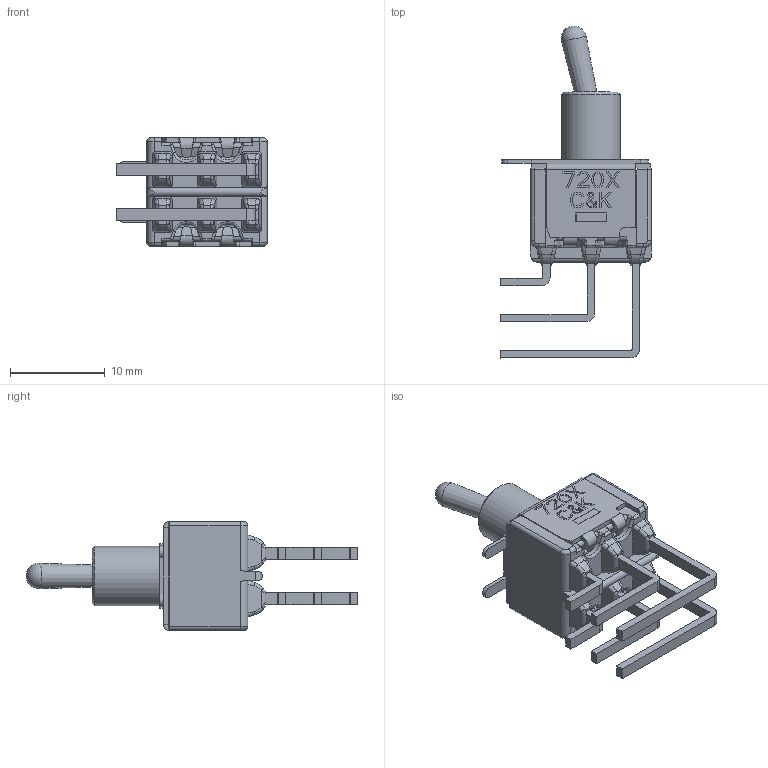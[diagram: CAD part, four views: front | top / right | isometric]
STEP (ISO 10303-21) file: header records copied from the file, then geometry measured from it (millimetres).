
FILE_DESCRIPTION(/* description */ ('STEP AP214'),/* implementation_level */ '2;1');
FILE_NAME(/* name */ '7205MD9AV2BE',/* time_stamp */ '2024-01-31T02:36:00+01:00',/* author */ ('License CC BY-ND 4.0'),/* organization */ ('CADENAS'),/* preprocessor_version */ 'ST-DEVELOPER v19.3',/* originating_system */ 'PARTsolutions',/* authorisation */ ' ');
FILE_SCHEMA (('AUTOMOTIVE_DESIGN {1 0 10303 214 3 1 1}'));
Length unit declared in the file: inch
Products named in the file (3): 7205MD9AV2BE; 7205MD9AV2BE_PART1; 7205MD9AV2BE_PART2
Assembly tree (2 placements, depth 2):
  7205MD9AV2BE
    7205MD9AV2BE_PART1
    7205MD9AV2BE_PART2
Bounding box: 15.88 x 34.97 x 11.48 mm (x, y, z)
Volume: 1014.4 mm3; surface area: 2741.5 mm2
Topology: 2 solids, 2 shells, 934 faces, 2538 edges, 1603 vertices
Faces by surface type: plane 679, cylinder 163, bspline 66, sphere 10, torus 10, cone 6
Full cylindrical faces by diameter (mm): 1.587 x1, 3.531 x1, 4.039 x1
Entity records: 31787 total; most frequent: CARTESIAN_POINT 8692, ORIENTED_EDGE 5036, DIRECTION 4420, EDGE_CURVE 2518, LINE 1952, VECTOR 1952, VERTEX_POINT 1596, AXIS2_PLACEMENT_3D 1234
